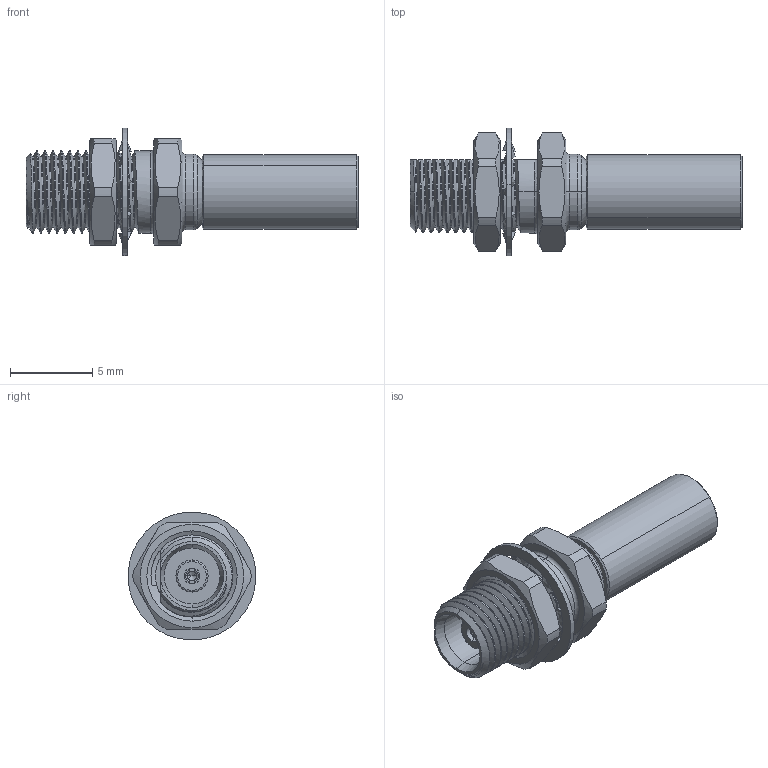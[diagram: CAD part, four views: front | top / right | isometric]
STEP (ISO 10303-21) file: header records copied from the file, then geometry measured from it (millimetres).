
FILE_DESCRIPTION (( 'STEP AP214' ), '1' );
FILE_NAME ('Ðîçåòêà_ÑÐ-50-2-02-Ð-Ï-Îá-062.STEP', '2018-12-06T06:44:53', ( 'User' ), ( '' ), 'SwSTEP 2.0', 'SolidWorks 2016', '' );
FILE_SCHEMA (( 'AUTOMOTIVE_DESIGN' ));
Length unit declared in the file: millimetre
Products named in the file (1): Ðîçåòêà_ÑÐ-50-2-02-Ð-Ï-Îá-062
Bounding box: 20.23 x 7.79 x 7.79 mm (x, y, z)
Volume: 279.1 mm3; surface area: 842.6 mm2
Topology: 3 solids, 3 shells, 269 faces, 706 edges, 450 vertices
Faces by surface type: cylinder 101, bspline 77, cone 42, plane 35, torus 14
Entity records: 27588 total; most frequent: CARTESIAN_POINT 18934, ORIENTED_EDGE 1408, DIRECTION 908, EDGE_CURVE 704, VERTEX_POINT 450, AXIS2_PLACEMENT_3D 362, EDGE_LOOP 282, UNCERTAINTY_MEASURE_WITH_UNIT 274
